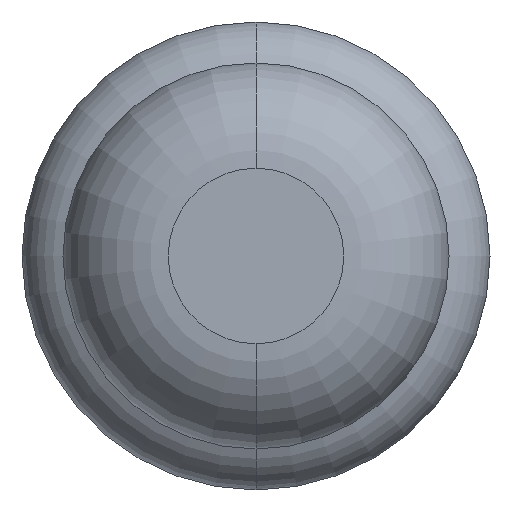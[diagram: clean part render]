
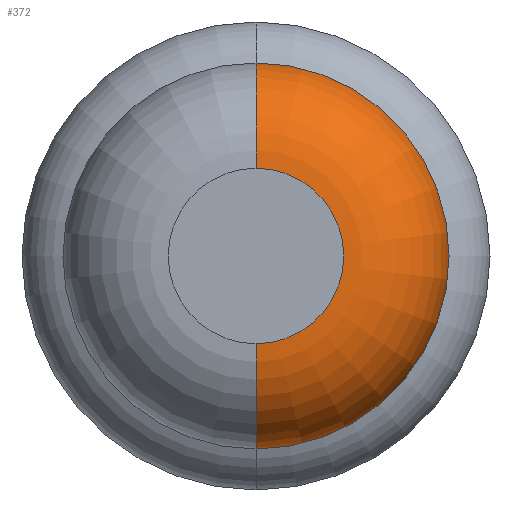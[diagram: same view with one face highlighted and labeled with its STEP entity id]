
A CAD part, front view. The second image highlights one B-rep face of the part: STEP entity #372.
In plain terms, the highlighted toroidal (fillet/blend) face has major radius 0.375 mm and minor radius 0.45 mm.
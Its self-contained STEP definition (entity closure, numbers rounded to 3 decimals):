
#148 = CIRCLE ( 'NONE', #1449, 0.825 ) ;
#372 = ADVANCED_FACE ( 'Defeature ausgef�hrt1_8', ( #533 ), #2338, .T. ) ;
#533 = FACE_OUTER_BOUND ( 'NONE', #625, .T. ) ;
#581 = DIRECTION ( 'NONE',  ( 1., 0., 0. ) ) ;
#591 = ORIENTED_EDGE ( 'NONE', *, *, #1205, .F. ) ;
#617 = CARTESIAN_POINT ( 'NONE',  ( 0., -26.95, 0.825 ) ) ;
#625 = EDGE_LOOP ( 'NONE', ( #1081, #2700, #3507, #591 ) ) ;
#716 = DIRECTION ( 'NONE',  ( 0., 0., 1. ) ) ;
#729 = CARTESIAN_POINT ( 'NONE',  ( 0., -26.95, 0.375 ) ) ;
#943 = AXIS2_PLACEMENT_3D ( 'NONE', #4312, #2936, #1232 ) ;
#1051 = DIRECTION ( 'NONE',  ( -1., 0., 0. ) ) ;
#1081 = ORIENTED_EDGE ( 'NONE', *, *, #4254, .T. ) ;
#1128 = CARTESIAN_POINT ( 'NONE',  ( 0., -26.95, 0. ) ) ;
#1205 = EDGE_CURVE ( 'NONE', #3675, #2372, #1911, .T. ) ;
#1232 = DIRECTION ( 'NONE',  ( 0., 0., 1. ) ) ;
#1257 = AXIS2_PLACEMENT_3D ( 'NONE', #1724, #581, #3055 ) ;
#1271 = CIRCLE ( 'NONE', #1257, 0.45 ) ;
#1431 = VERTEX_POINT ( 'NONE', #2856 ) ;
#1433 = CIRCLE ( 'NONE', #943, 0.375 ) ;
#1449 = AXIS2_PLACEMENT_3D ( 'NONE', #1128, #1923, #3584 ) ;
#1724 = CARTESIAN_POINT ( 'NONE',  ( 0., -26.95, -0.375 ) ) ;
#1868 = CARTESIAN_POINT ( 'NONE',  ( 0., -26.95, 0. ) ) ;
#1909 = VERTEX_POINT ( 'NONE', #2436 ) ;
#1911 = CIRCLE ( 'NONE', #4178, 0.45 ) ;
#1923 = DIRECTION ( 'NONE',  ( 0., 1., 0. ) ) ;
#2218 = EDGE_CURVE ( 'Defeature ausgef�hrt1_9+Defeature ausgef�hrt1_8+Defeature ausgef�hrt1_8+Defeature ausgef�hrt1_8', #2372, #1431, #148, .T. ) ;
#2225 = CARTESIAN_POINT ( 'NONE',  ( 0., -27.4, 0.375 ) ) ;
#2338 = TOROIDAL_SURFACE ( 'NONE', #3616, 0.375, 0.45 ) ;
#2372 = VERTEX_POINT ( 'NONE', #617 ) ;
#2436 = CARTESIAN_POINT ( 'NONE',  ( 0., -27.4, -0.375 ) ) ;
#2700 = ORIENTED_EDGE ( 'NONE', *, *, #3074, .T. ) ;
#2856 = CARTESIAN_POINT ( 'NONE',  ( 0., -26.95, -0.825 ) ) ;
#2936 = DIRECTION ( 'NONE',  ( 0., 1., 0. ) ) ;
#3055 = DIRECTION ( 'NONE',  ( 0., 0., -1. ) ) ;
#3074 = EDGE_CURVE ( 'NONE', #1909, #1431, #1271, .T. ) ;
#3507 = ORIENTED_EDGE ( 'NONE', *, *, #2218, .F. ) ;
#3563 = DIRECTION ( 'NONE',  ( 0., 0., 1. ) ) ;
#3584 = DIRECTION ( 'NONE',  ( 0., 0., 1. ) ) ;
#3616 = AXIS2_PLACEMENT_3D ( 'NONE', #1868, #3914, #3563 ) ;
#3675 = VERTEX_POINT ( 'NONE', #2225 ) ;
#3914 = DIRECTION ( 'NONE',  ( 0., 1., 0. ) ) ;
#4178 = AXIS2_PLACEMENT_3D ( 'NONE', #729, #1051, #716 ) ;
#4254 = EDGE_CURVE ( 'Defeature ausgef�hrt1_8+Defeature ausgef�hrt1_7+Defeature ausgef�hrt1_7+Defeature ausgef�hrt1_7', #3675, #1909, #1433, .T. ) ;
#4312 = CARTESIAN_POINT ( 'NONE',  ( 0., -27.4, 0. ) ) ;
